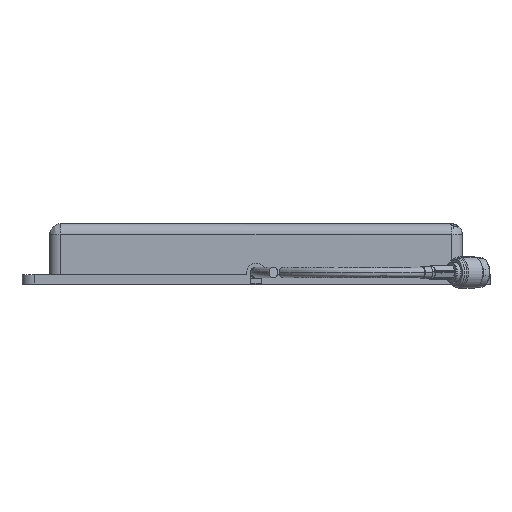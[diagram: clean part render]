
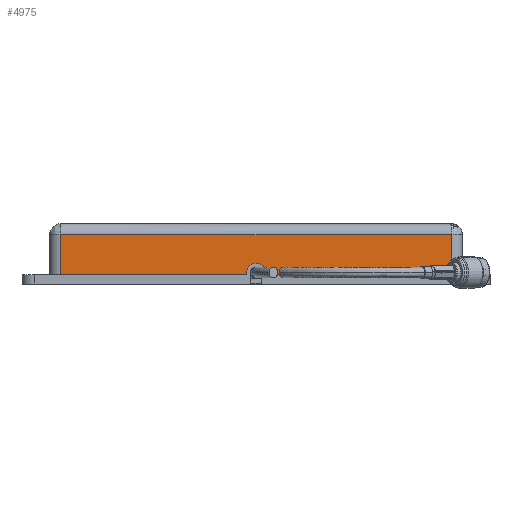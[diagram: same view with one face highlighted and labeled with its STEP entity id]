
A CAD part, top view. The second image highlights one B-rep face of the part: STEP entity #4975.
In plain terms, the highlighted face is planar.
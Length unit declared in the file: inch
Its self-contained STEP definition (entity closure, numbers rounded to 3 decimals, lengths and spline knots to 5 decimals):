
#934 = DIRECTION ( 'NONE',  ( 1., 0., 0. ) ) ;
#935 = CARTESIAN_POINT ( 'NONE',  ( 15.34771, 16.96078, -0.1165 ) ) ;
#936 = CARTESIAN_POINT ( 'NONE',  ( 22.80271, 16.96078, -0.08 ) ) ;
#940 = DIRECTION ( 'NONE',  ( 0., 0., -1. ) ) ;
#1069 = DIRECTION ( 'NONE',  ( 0., 0., -1. ) ) ;
#1074 = CARTESIAN_POINT ( 'NONE',  ( 18.72771, 16.96078, -0.082 ) ) ;
#1419 = AXIS2_PLACEMENT_3D ( 'NONE', #26329, #26331, #26333 ) ;
#4975 = ADVANCED_FACE ( 'NONE', ( #8633 ), #26298, .T. ) ;
#8378 = AXIS2_PLACEMENT_3D ( 'NONE', #21292, #21293, #21294 ) ;
#8390 = AXIS2_PLACEMENT_3D ( 'NONE', #21438, #21440, #21442 ) ;
#8633 = FACE_OUTER_BOUND ( 'NONE', #20645, .T. ) ;
#9481 = ORIENTED_EDGE ( 'NONE', *, *, #26954, .T. ) ;
#9482 = ORIENTED_EDGE ( 'NONE', *, *, #27605, .T. ) ;
#9483 = ORIENTED_EDGE ( 'NONE', *, *, #27007, .F. ) ;
#9484 = ORIENTED_EDGE ( 'NONE', *, *, #27513, .T. ) ;
#9485 = ORIENTED_EDGE ( 'NONE', *, *, #27477, .T. ) ;
#9486 = ORIENTED_EDGE ( 'NONE', *, *, #27209, .F. ) ;
#9487 = ORIENTED_EDGE ( 'NONE', *, *, #26953, .T. ) ;
#9488 = ORIENTED_EDGE ( 'NONE', *, *, #27286, .F. ) ;
#9489 = ORIENTED_EDGE ( 'NONE', *, *, #27304, .F. ) ;
#10059 = VERTEX_POINT ( 'NONE', #11241 ) ;
#10060 = VERTEX_POINT ( 'NONE', #11243 ) ;
#10082 = VERTEX_POINT ( 'NONE', #11271 ) ;
#10118 = VERTEX_POINT ( 'NONE', #11315 ) ;
#10147 = VERTEX_POINT ( 'NONE', #11352 ) ;
#10174 = VERTEX_POINT ( 'NONE', #11390 ) ;
#10198 = VERTEX_POINT ( 'NONE', #11422 ) ;
#10223 = VERTEX_POINT ( 'NONE', #11453 ) ;
#10224 = VERTEX_POINT ( 'NONE', #11455 ) ;
#11241 = CARTESIAN_POINT ( 'NONE',  ( 15.34771, 16.96078, -0.08 ) ) ;
#11243 = CARTESIAN_POINT ( 'NONE',  ( 18.72771, 16.96078, -0.04 ) ) ;
#11271 = CARTESIAN_POINT ( 'NONE',  ( 19.06771, 16.96078, -0.08 ) ) ;
#11315 = CARTESIAN_POINT ( 'NONE',  ( 18.89771, 16.96078, 0.13 ) ) ;
#11352 = CARTESIAN_POINT ( 'NONE',  ( 15.34771, 16.96078, 0.65 ) ) ;
#11390 = CARTESIAN_POINT ( 'NONE',  ( 19.06771, 16.96078, -0.04 ) ) ;
#11422 = CARTESIAN_POINT ( 'NONE',  ( 18.72771, 16.96078, -0.08 ) ) ;
#11453 = CARTESIAN_POINT ( 'NONE',  ( 22.44771, 16.96078, -0.08 ) ) ;
#11455 = CARTESIAN_POINT ( 'NONE',  ( 22.44771, 16.96078, 0.65 ) ) ;
#16026 = CARTESIAN_POINT ( 'NONE',  ( 19.06771, 16.96078, -0.038 ) ) ;
#16031 = DIRECTION ( 'NONE',  ( 0., 0., 1. ) ) ;
#16115 = CIRCLE ( 'NONE', #8378, 0.17 ) ;
#16261 = CIRCLE ( 'NONE', #8390, 0.17 ) ;
#16632 = LINE ( 'NONE', #21738, #16700 ) ;
#16700 = VECTOR ( 'NONE', #21757, 39.37008 ) ;
#16733 = DIRECTION ( 'NONE',  ( 0., 0., -1. ) ) ;
#16804 = CARTESIAN_POINT ( 'NONE',  ( 22.44771, 16.96078, -0.1165 ) ) ;
#17006 = CARTESIAN_POINT ( 'NONE',  ( 22.80271, 16.96078, 0.65 ) ) ;
#17031 = DIRECTION ( 'NONE',  ( 1., 0., 0. ) ) ;
#20645 = EDGE_LOOP ( 'NONE', ( #9481, #9482, #9483, #9484, #9485, #9486, #9487, #9488, #9489 ) ) ;
#21292 = CARTESIAN_POINT ( 'NONE',  ( 18.89771, 16.96078, -0.04 ) ) ;
#21293 = DIRECTION ( 'NONE',  ( 0., 1., 0. ) ) ;
#21294 = DIRECTION ( 'NONE',  ( 0., 0., 1. ) ) ;
#21438 = CARTESIAN_POINT ( 'NONE',  ( 18.89771, 16.96078, -0.04 ) ) ;
#21440 = DIRECTION ( 'NONE',  ( 0., 1., 0. ) ) ;
#21442 = DIRECTION ( 'NONE',  ( 0., 0., 1. ) ) ;
#21738 = CARTESIAN_POINT ( 'NONE',  ( 22.80271, 16.96078, -0.08 ) ) ;
#21757 = DIRECTION ( 'NONE',  ( 1., 0., 0. ) ) ;
#24147 = LINE ( 'NONE', #936, #24152 ) ;
#24149 = LINE ( 'NONE', #935, #24154 ) ;
#24152 = VECTOR ( 'NONE', #934, 39.37008 ) ;
#24154 = VECTOR ( 'NONE', #940, 39.37008 ) ;
#24252 = LINE ( 'NONE', #1074, #24255 ) ;
#24255 = VECTOR ( 'NONE', #1069, 39.37008 ) ;
#24572 = LINE ( 'NONE', #16026, #24575 ) ;
#24575 = VECTOR ( 'NONE', #16031, 39.37008 ) ;
#24683 = LINE ( 'NONE', #16804, #24686 ) ;
#24686 = VECTOR ( 'NONE', #16733, 39.37008 ) ;
#24708 = LINE ( 'NONE', #17006, #24712 ) ;
#24712 = VECTOR ( 'NONE', #17031, 39.37008 ) ;
#26298 = PLANE ( 'NONE',  #1419 ) ;
#26329 = CARTESIAN_POINT ( 'NONE',  ( 22.80271, 16.96078, -0.1165 ) ) ;
#26331 = DIRECTION ( 'NONE',  ( 0., -1., 0. ) ) ;
#26333 = DIRECTION ( 'NONE',  ( 0., 0., -1. ) ) ;
#26953 = EDGE_CURVE ( 'NONE', #10082, #10223, #24147, .T. ) ;
#26954 = EDGE_CURVE ( 'NONE', #10147, #10059, #24149, .T. ) ;
#27007 = EDGE_CURVE ( 'NONE', #10060, #10198, #24252, .T. ) ;
#27209 = EDGE_CURVE ( 'NONE', #10082, #10174, #24572, .T. ) ;
#27286 = EDGE_CURVE ( 'NONE', #10224, #10223, #24683, .T. ) ;
#27304 = EDGE_CURVE ( 'NONE', #10147, #10224, #24708, .T. ) ;
#27477 = EDGE_CURVE ( 'NONE', #10118, #10174, #16115, .T. ) ;
#27513 = EDGE_CURVE ( 'NONE', #10060, #10118, #16261, .T. ) ;
#27605 = EDGE_CURVE ( 'NONE', #10059, #10198, #16632, .T. ) ;
